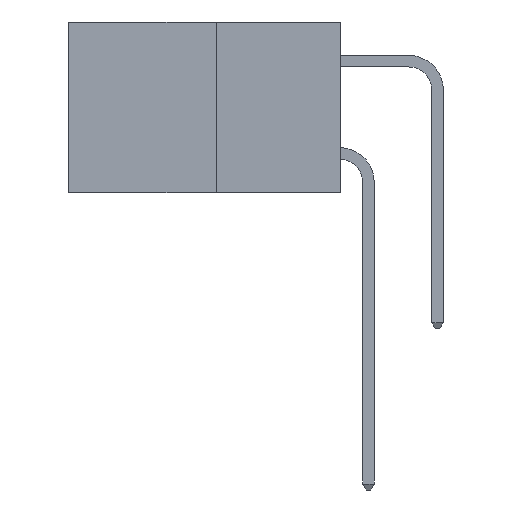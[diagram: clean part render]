
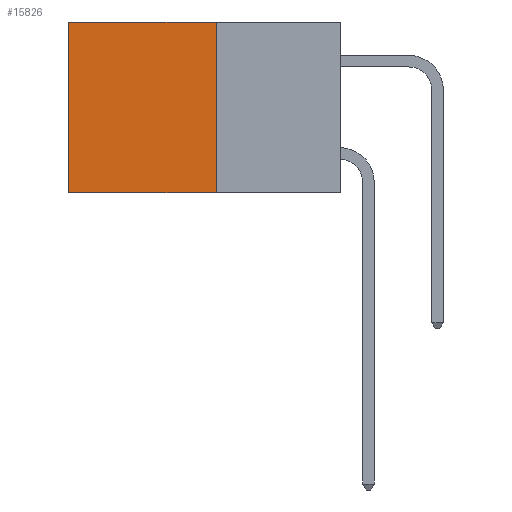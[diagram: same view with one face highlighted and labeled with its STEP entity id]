
A CAD part, left-side view. The second image highlights one B-rep face of the part: STEP entity #15826.
In plain terms, the highlighted planar face has unit normal (-1, 0, 0).
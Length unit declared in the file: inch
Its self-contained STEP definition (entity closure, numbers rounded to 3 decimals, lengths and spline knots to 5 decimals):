
#207 = CARTESIAN_POINT ( 'NONE',  ( 0.277, 0.27, -0.37 ) ) ;
#880 = CARTESIAN_POINT ( 'NONE',  ( 0.277, 0.27, 0. ) ) ;
#1688 = VECTOR ( 'NONE', #21708, 39.37008 ) ;
#2011 = ORIENTED_EDGE ( 'NONE', *, *, #13702, .F. ) ;
#3573 = VERTEX_POINT ( 'NONE', #19308 ) ;
#4597 = VECTOR ( 'NONE', #12452, 39.37008 ) ;
#5907 = ORIENTED_EDGE ( 'NONE', *, *, #10863, .T. ) ;
#6690 = LINE ( 'NONE', #207, #1688 ) ;
#7709 = VERTEX_POINT ( 'NONE', #880 ) ;
#7741 = VECTOR ( 'NONE', #19604, 39.37008 ) ;
#7751 = DIRECTION ( 'NONE',  ( 0., 0., -1. ) ) ;
#8058 = EDGE_CURVE ( 'NONE', #7709, #3573, #14515, .T. ) ;
#9946 = VECTOR ( 'NONE', #13742, 39.37008 ) ;
#10668 = CARTESIAN_POINT ( 'NONE',  ( 0.277, 0.27, -0.37 ) ) ;
#10863 = EDGE_CURVE ( 'NONE', #7709, #17886, #18200, .T. ) ;
#11942 = CARTESIAN_POINT ( 'NONE',  ( 0.277, 0.27, 0. ) ) ;
#12048 = VERTEX_POINT ( 'NONE', #16490 ) ;
#12452 = DIRECTION ( 'NONE',  ( 0., 0., -1. ) ) ;
#12560 = CARTESIAN_POINT ( 'NONE',  ( 0.277, 0.59, -0.37 ) ) ;
#12911 = PLANE ( 'NONE',  #15619 ) ;
#13702 = EDGE_CURVE ( 'NONE', #3573, #12048, #6690, .T. ) ;
#13742 = DIRECTION ( 'NONE',  ( 0., 1., 0. ) ) ;
#14012 = CARTESIAN_POINT ( 'NONE',  ( 0.277, 0.59, 0. ) ) ;
#14266 = FACE_OUTER_BOUND ( 'NONE', #15044, .T. ) ;
#14515 = LINE ( 'NONE', #10668, #4597 ) ;
#14900 = EDGE_CURVE ( 'NONE', #17886, #12048, #17013, .T. ) ;
#15044 = EDGE_LOOP ( 'NONE', ( #15138, #2011, #20630, #5907 ) ) ;
#15138 = ORIENTED_EDGE ( 'NONE', *, *, #14900, .T. ) ;
#15619 = AXIS2_PLACEMENT_3D ( 'NONE', #16475, #18197, #7751 ) ;
#15826 = ADVANCED_FACE ( 'NONE', ( #14266 ), #12911, .F. ) ;
#16475 = CARTESIAN_POINT ( 'NONE',  ( 0.277, 0.27, -0.37 ) ) ;
#16490 = CARTESIAN_POINT ( 'NONE',  ( 0.277, 0.59, -0.37 ) ) ;
#17013 = LINE ( 'NONE', #12560, #7741 ) ;
#17886 = VERTEX_POINT ( 'NONE', #14012 ) ;
#18197 = DIRECTION ( 'NONE',  ( 1., 0., 0. ) ) ;
#18200 = LINE ( 'NONE', #11942, #9946 ) ;
#19308 = CARTESIAN_POINT ( 'NONE',  ( 0.277, 0.27, -0.37 ) ) ;
#19604 = DIRECTION ( 'NONE',  ( 0., 0., -1. ) ) ;
#20630 = ORIENTED_EDGE ( 'NONE', *, *, #8058, .F. ) ;
#21708 = DIRECTION ( 'NONE',  ( 0., 1., 0. ) ) ;
